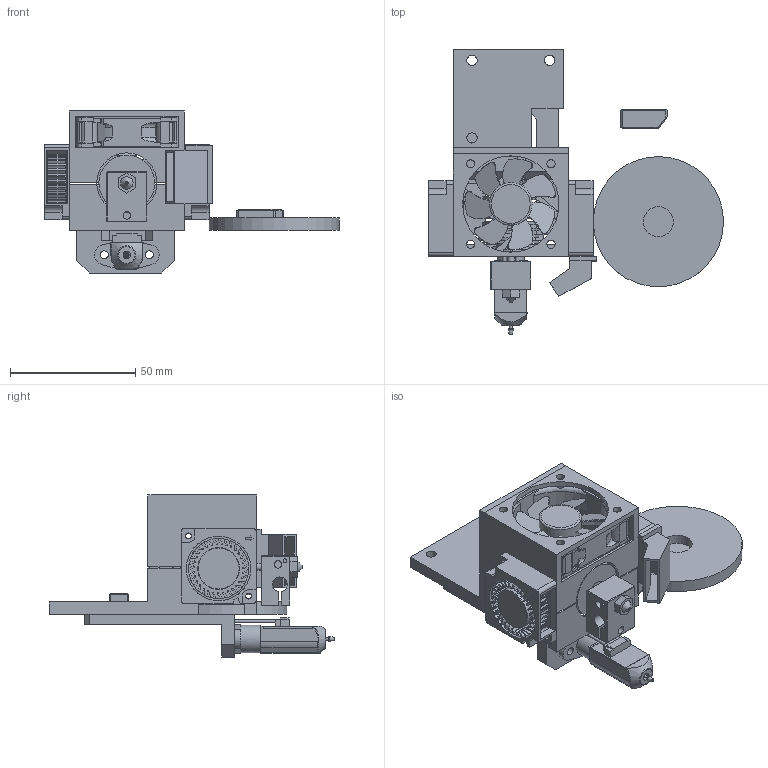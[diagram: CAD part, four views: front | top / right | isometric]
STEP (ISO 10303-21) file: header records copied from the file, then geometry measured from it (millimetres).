
FILE_DESCRIPTION(/* description */ (''),/* implementation_level */ '2;1');
FILE_NAME(/* name */ 'Toolhead.step',/* time_stamp */ '2023-01-15T11:46:42-07:00',/* author */ (''),/* organization */ (''),/* preprocessor_version */ 'ST-DEVELOPER v19.2',/* originating_system */ 'Autodesk Translation Framework v11.17.0.187',/* authorisation */ '');
FILE_SCHEMA (('AUTOMOTIVE_DESIGN { 1 0 10303 214 3 1 1 }'));
Length unit declared in the file: millimetre
Products named in the file (13): Toolhead; e3d v6 v1; e3d nozzle (0.4); e3d heaterblock; e3d heat break; e3d heatsink; NF-A4x10_Noctua_40mm v1; Noctua-NF-A4x10 v1; Noctua nf-a8-pwm fan 80x80x25 v2; 30mm Fan Mockup 3010 v5 v1; 30mm Fan Mockup 3010 v5 v1(Mirror); BLTouch-Smart V3.1; 93245A111
Assembly tree (12 placements, depth 3):
  Toolhead
    e3d v6 v1
      e3d nozzle (0.4)
      e3d heaterblock
      e3d heat break
      e3d heatsink
    NF-A4x10_Noctua_40mm v1
      Noctua-NF-A4x10 v1
      Noctua nf-a8-pwm fan 80x80x25 v2
    30mm Fan Mockup 3010 v5 v1
    30mm Fan Mockup 3010 v5 v1(Mirror)
    BLTouch-Smart V3.1
      93245A111
Bounding box: 117.88 x 114.24 x 64.74 mm (x, y, z)
Volume: 88152.9 mm3; surface area: 74761.7 mm2
Topology: 40 solids, 48 shells, 1286 faces, 3338 edges, 2181 vertices
Faces by surface type: plane 611, cylinder 506, bspline 105, torus 30, cone 28, sphere 6
Full cylindrical faces by diameter (mm): 0.4 x1, 1.2 x6, 1.5 x2, 2 x2, 2.4 x8, 2.8 x1, 3 x4, 3.2 x6, 3.3 x7, 3.332 x5, 4 x4, 4.1 x5, 4.109 x5, 4.2 x2, 4.318 x4, 5 x2, 5.74 x4, 6 x4, 6.3 x3, 7 x2, 8 x1, 9.38 x2, 9.642 x1, 9.904 x1, 10.166 x1, 10.428 x1, 10.69 x1, 10.952 x1, 11 x1, 11.214 x1
Entity records: 48962 total; most frequent: CARTESIAN_POINT 16402, DIRECTION 6840, ORIENTED_EDGE 6652, EDGE_CURVE 3326, AXIS2_PLACEMENT_3D 2555, VERTEX_POINT 2181, LINE 1730, VECTOR 1730
